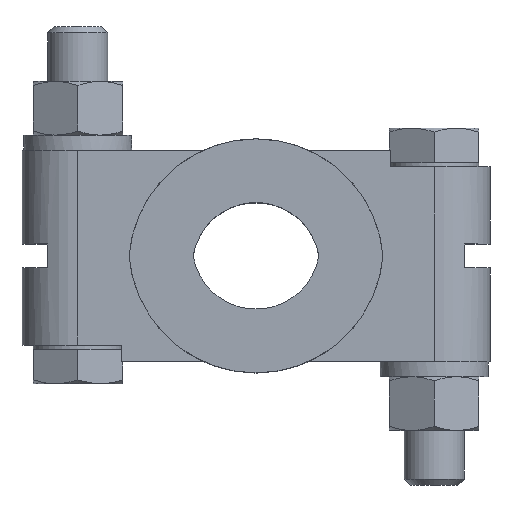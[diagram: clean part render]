
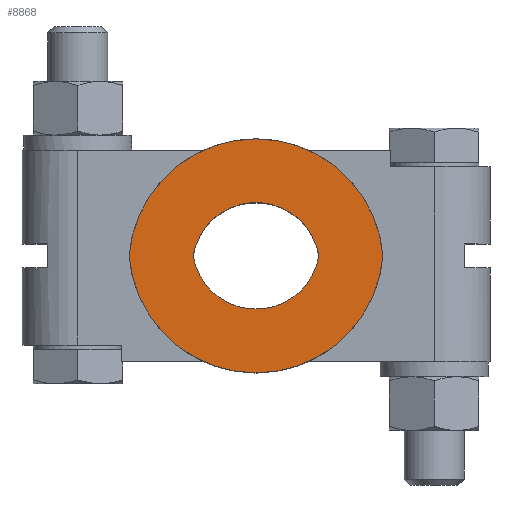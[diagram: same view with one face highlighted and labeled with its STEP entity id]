
A CAD part, top view. The second image highlights one B-rep face of the part: STEP entity #8868.
In plain terms, the highlighted planar face has unit normal (0, 0, 1).
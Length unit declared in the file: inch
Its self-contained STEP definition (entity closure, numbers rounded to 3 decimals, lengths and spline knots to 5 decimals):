
#204=FACE_BOUND('',#1629,.T.);
#428=PLANE('',#9501);
#1091=FACE_OUTER_BOUND('',#1628,.T.);
#1628=EDGE_LOOP('',(#8181,#8182));
#1629=EDGE_LOOP('',(#8183,#8184));
#1777=CIRCLE('',#9226,0.8);
#1823=CIRCLE('',#9311,0.4);
#1827=CIRCLE('',#9318,0.8);
#1897=CIRCLE('',#9495,0.4);
#4068=VERTEX_POINT('',#18308);
#4069=VERTEX_POINT('',#18310);
#4149=VERTEX_POINT('',#18529);
#4150=VERTEX_POINT('',#18531);
#5237=EDGE_CURVE('',#4069,#4068,#1777,.T.);
#5338=EDGE_CURVE('',#4149,#4150,#1823,.T.);
#5352=EDGE_CURVE('',#4068,#4069,#1827,.T.);
#5580=EDGE_CURVE('',#4150,#4149,#1897,.T.);
#8181=ORIENTED_EDGE('',*,*,#5237,.T.);
#8182=ORIENTED_EDGE('',*,*,#5352,.T.);
#8183=ORIENTED_EDGE('',*,*,#5338,.F.);
#8184=ORIENTED_EDGE('',*,*,#5580,.F.);
#8868=ADVANCED_FACE('',(#1091,#204),#428,.T.);
#9226=AXIS2_PLACEMENT_3D('',#18311,#10626,#10627);
#9311=AXIS2_PLACEMENT_3D('',#18532,#10839,#10840);
#9318=AXIS2_PLACEMENT_3D('',#18557,#10863,#10864);
#9495=AXIS2_PLACEMENT_3D('',#19157,#11303,#11304);
#9501=AXIS2_PLACEMENT_3D('',#19167,#11319,#11320);
#10626=DIRECTION('center_axis',(0.,0.,1.));
#10627=DIRECTION('ref_axis',(-0.997,-0.081,0.));
#10839=DIRECTION('center_axis',(0.,0.,
1.));
#10840=DIRECTION('ref_axis',(0.987,0.162,0.));
#10863=DIRECTION('center_axis',(0.,0.,
1.));
#10864=DIRECTION('ref_axis',(0.997,0.081,0.));
#11303=DIRECTION('center_axis',(0.,0.,1.));
#11304=DIRECTION('ref_axis',(-0.987,-0.163,0.));
#11319=DIRECTION('center_axis',(0.,0.,1.));
#11320=DIRECTION('ref_axis',(1.,0.,0.));
#18308=CARTESIAN_POINT('',(0.67264,0.,0.925));
#18310=CARTESIAN_POINT('',(2.26736,0.,0.925));
#18311=CARTESIAN_POINT('Origin',(1.47,-0.065,0.925));
#18529=CARTESIAN_POINT('',(1.07532,0.,0.925));
#18531=CARTESIAN_POINT('',(1.86468,0.,0.925));
#18532=CARTESIAN_POINT('Origin',(1.47,0.065,0.925));
#18557=CARTESIAN_POINT('Origin',(1.47,0.065,0.925));
#19157=CARTESIAN_POINT('Origin',(1.47,-0.065,0.925));
#19167=CARTESIAN_POINT('Origin',(0.48227,0.38921,0.925));
